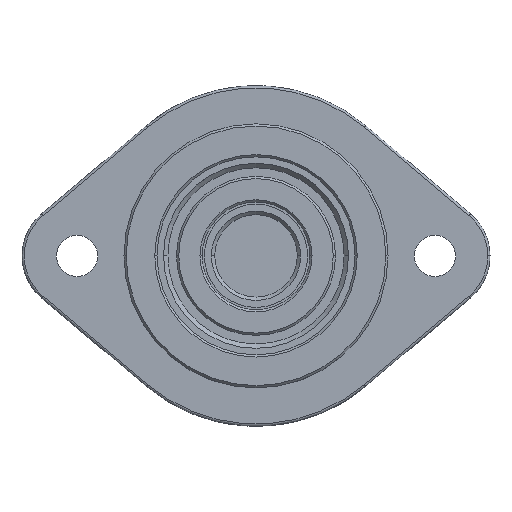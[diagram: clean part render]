
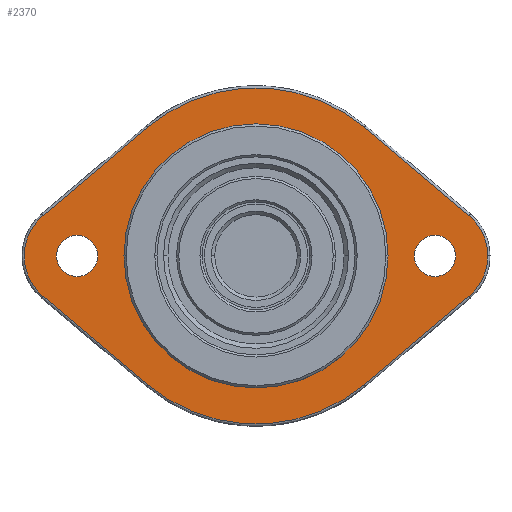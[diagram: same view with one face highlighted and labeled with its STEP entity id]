
A CAD part, top view. The second image highlights one B-rep face of the part: STEP entity #2370.
In plain terms, the highlighted planar face has unit normal (0, 0, 1).
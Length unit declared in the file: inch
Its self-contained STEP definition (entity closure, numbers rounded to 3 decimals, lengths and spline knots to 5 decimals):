
#27 = CARTESIAN_POINT ( 'NONE',  ( 0., 0., -0.03906 ) ) ;
#41 = ORIENTED_EDGE ( 'NONE', *, *, #1679, .T. ) ;
#46 = EDGE_CURVE ( 'NONE', #95, #1598, #1991, .T. ) ;
#48 = CARTESIAN_POINT ( 'NONE',  ( 0.8125, 0., -0.03906 ) ) ;
#61 = FACE_BOUND ( 'NONE', #1134, .T. ) ;
#71 = VECTOR ( 'NONE', #1471, 39.37008 ) ;
#95 = VERTEX_POINT ( 'NONE', #1548 ) ;
#123 = CARTESIAN_POINT ( 'NONE',  ( -0.59941, 0., -0.03906 ) ) ;
#134 = FACE_BOUND ( 'NONE', #2511, .T. ) ;
#144 = CIRCLE ( 'NONE', #1203, 0.24 ) ;
#164 = EDGE_CURVE ( 'NONE', #1387, #2584, #1304, .T. ) ;
#223 = EDGE_CURVE ( 'NONE', #853, #440, #960, .T. ) ;
#286 = ORIENTED_EDGE ( 'NONE', *, *, #466, .T. ) ;
#293 = AXIS2_PLACEMENT_3D ( 'NONE', #1391, #1753, #1798 ) ;
#301 = VECTOR ( 'NONE', #1456, 39.37008 ) ;
#317 = DIRECTION ( 'NONE',  ( 0., 0., 1. ) ) ;
#346 = CARTESIAN_POINT ( 'NONE',  ( 0.49183, -0.5839, -0.03906 ) ) ;
#376 = DIRECTION ( 'NONE',  ( 1., 0., 0. ) ) ;
#386 = EDGE_CURVE ( 'NONE', #2345, #1448, #756, .T. ) ;
#440 = VERTEX_POINT ( 'NONE', #2307 ) ;
#448 = VERTEX_POINT ( 'NONE', #2082 ) ;
#458 = ORIENTED_EDGE ( 'NONE', *, *, #1483, .F. ) ;
#462 = VERTEX_POINT ( 'NONE', #2488 ) ;
#466 = EDGE_CURVE ( 'NONE', #2584, #2579, #144, .T. ) ;
#469 = VERTEX_POINT ( 'NONE', #1882 ) ;
#484 = EDGE_LOOP ( 'NONE', ( #286, #2566, #2499, #1808, #943, #41, #2604, #2139, #1015 ) ) ;
#518 = DIRECTION ( 'NONE',  ( 1., 0., 0. ) ) ;
#531 = DIRECTION ( 'NONE',  ( 0., 0., 1. ) ) ;
#535 = CARTESIAN_POINT ( 'NONE',  ( 0.8125, 0., -0.03906 ) ) ;
#573 = CARTESIAN_POINT ( 'NONE',  ( -0.8125, 0., -0.03906 ) ) ;
#594 = EDGE_LOOP ( 'NONE', ( #458, #1927 ) ) ;
#634 = LINE ( 'NONE', #1263, #71 ) ;
#661 = CIRCLE ( 'NONE', #942, 0.59941 ) ;
#671 = EDGE_CURVE ( 'NONE', #440, #469, #634, .T. ) ;
#709 = DIRECTION ( 'NONE',  ( 1., 0., 0. ) ) ;
#727 = DIRECTION ( 'NONE',  ( 0., 0., 1. ) ) ;
#731 = DIRECTION ( 'NONE',  ( 1., 0., 0. ) ) ;
#756 = CIRCLE ( 'NONE', #896, 0.59941 ) ;
#799 = CARTESIAN_POINT ( 'NONE',  ( 1.0525, 0., -0.03906 ) ) ;
#817 = DIRECTION ( 'NONE',  ( -0.765, 0.644, 0. ) ) ;
#846 = DIRECTION ( 'NONE',  ( 0., 0., 1. ) ) ;
#853 = VERTEX_POINT ( 'NONE', #1138 ) ;
#854 = EDGE_CURVE ( 'NONE', #1291, #462, #2628, .T. ) ;
#885 = DIRECTION ( 'NONE',  ( 0., 0., 1. ) ) ;
#896 = AXIS2_PLACEMENT_3D ( 'NONE', #27, #846, #1241 ) ;
#901 = CARTESIAN_POINT ( 'NONE',  ( 0.96712, 0.18356, -0.03906 ) ) ;
#910 = EDGE_CURVE ( 'NONE', #448, #1387, #2557, .T. ) ;
#942 = AXIS2_PLACEMENT_3D ( 'NONE', #1589, #2610, #376 ) ;
#943 = ORIENTED_EDGE ( 'NONE', *, *, #671, .T. ) ;
#960 = CIRCLE ( 'NONE', #2513, 0.76344 ) ;
#1015 = ORIENTED_EDGE ( 'NONE', *, *, #164, .T. ) ;
#1050 = AXIS2_PLACEMENT_3D ( 'NONE', #1748, #2201, #2400 ) ;
#1060 = CARTESIAN_POINT ( 'NONE',  ( -0.49183, -0.5839, -0.03906 ) ) ;
#1079 = EDGE_CURVE ( 'NONE', #1163, #853, #1690, .T. ) ;
#1082 = CIRCLE ( 'NONE', #2002, 0.09375 ) ;
#1110 = AXIS2_PLACEMENT_3D ( 'NONE', #1937, #1348, #731 ) ;
#1134 = EDGE_LOOP ( 'NONE', ( #1960, #1454 ) ) ;
#1135 = EDGE_CURVE ( 'NONE', #2328, #448, #1461, .T. ) ;
#1138 = CARTESIAN_POINT ( 'NONE',  ( 0.49183, 0.5839, -0.03906 ) ) ;
#1149 = AXIS2_PLACEMENT_3D ( 'NONE', #2575, #317, #1152 ) ;
#1152 = DIRECTION ( 'NONE',  ( 1., 0., 0. ) ) ;
#1163 = VERTEX_POINT ( 'NONE', #901 ) ;
#1164 = DIRECTION ( 'NONE',  ( 0., 0., 1. ) ) ;
#1170 = FACE_OUTER_BOUND ( 'NONE', #484, .T. ) ;
#1178 = CIRCLE ( 'NONE', #293, 0.24 ) ;
#1203 = AXIS2_PLACEMENT_3D ( 'NONE', #48, #885, #1480 ) ;
#1209 = CIRCLE ( 'NONE', #2401, 0.24 ) ;
#1241 = DIRECTION ( 'NONE',  ( 1., 0., 0. ) ) ;
#1263 = CARTESIAN_POINT ( 'NONE',  ( -0.96712, 0.18356, -0.03906 ) ) ;
#1291 = VERTEX_POINT ( 'NONE', #2512 ) ;
#1304 = LINE ( 'NONE', #1531, #2059 ) ;
#1346 = DIRECTION ( 'NONE',  ( 0., 0., 1. ) ) ;
#1348 = DIRECTION ( 'NONE',  ( 0., 0., 1. ) ) ;
#1358 = CARTESIAN_POINT ( 'NONE',  ( 0.59941, 0., -0.03906 ) ) ;
#1377 = DIRECTION ( 'NONE',  ( 1., 0., 0. ) ) ;
#1387 = VERTEX_POINT ( 'NONE', #346 ) ;
#1391 = CARTESIAN_POINT ( 'NONE',  ( -0.8125, 0., -0.03906 ) ) ;
#1397 = CARTESIAN_POINT ( 'NONE',  ( -0.96712, -0.18356, -0.03906 ) ) ;
#1402 = VECTOR ( 'NONE', #817, 39.37008 ) ;
#1407 = CARTESIAN_POINT ( 'NONE',  ( 0.96712, -0.18356, -0.03906 ) ) ;
#1431 = EDGE_CURVE ( 'NONE', #1598, #95, #1082, .T. ) ;
#1446 = CARTESIAN_POINT ( 'NONE',  ( 0.49183, 0.5839, -0.03906 ) ) ;
#1448 = VERTEX_POINT ( 'NONE', #123 ) ;
#1454 = ORIENTED_EDGE ( 'NONE', *, *, #854, .F. ) ;
#1456 = DIRECTION ( 'NONE',  ( 0.765, -0.644, 0. ) ) ;
#1461 = LINE ( 'NONE', #1060, #301 ) ;
#1471 = DIRECTION ( 'NONE',  ( -0.765, -0.644, 0. ) ) ;
#1480 = DIRECTION ( 'NONE',  ( 1., 0., 0. ) ) ;
#1483 = EDGE_CURVE ( 'NONE', #1448, #2345, #661, .T. ) ;
#1531 = CARTESIAN_POINT ( 'NONE',  ( 0.96712, -0.18356, -0.03906 ) ) ;
#1548 = CARTESIAN_POINT ( 'NONE',  ( 0.71875, 0., -0.03906 ) ) ;
#1589 = CARTESIAN_POINT ( 'NONE',  ( 0., 0., -0.03906 ) ) ;
#1598 = VERTEX_POINT ( 'NONE', #2141 ) ;
#1643 = AXIS2_PLACEMENT_3D ( 'NONE', #573, #1164, #1377 ) ;
#1679 = EDGE_CURVE ( 'NONE', #469, #2328, #1178, .T. ) ;
#1690 = LINE ( 'NONE', #1446, #1402 ) ;
#1739 = CARTESIAN_POINT ( 'NONE',  ( 0., 0., -0.03906 ) ) ;
#1748 = CARTESIAN_POINT ( 'NONE',  ( 0.8125, 0., -0.03906 ) ) ;
#1753 = DIRECTION ( 'NONE',  ( 0., 0., 1. ) ) ;
#1798 = DIRECTION ( 'NONE',  ( 1., 0., 0. ) ) ;
#1808 = ORIENTED_EDGE ( 'NONE', *, *, #223, .T. ) ;
#1882 = CARTESIAN_POINT ( 'NONE',  ( -0.96712, 0.18356, -0.03906 ) ) ;
#1927 = ORIENTED_EDGE ( 'NONE', *, *, #386, .F. ) ;
#1937 = CARTESIAN_POINT ( 'NONE',  ( 0., 0., -0.03906 ) ) ;
#1938 = ORIENTED_EDGE ( 'NONE', *, *, #46, .F. ) ;
#1945 = DIRECTION ( 'NONE',  ( 1., 0., 0. ) ) ;
#1960 = ORIENTED_EDGE ( 'NONE', *, *, #2373, .F. ) ;
#1969 = AXIS2_PLACEMENT_3D ( 'NONE', #2523, #1346, #709 ) ;
#1991 = CIRCLE ( 'NONE', #1969, 0.09375 ) ;
#2002 = AXIS2_PLACEMENT_3D ( 'NONE', #2573, #531, #1945 ) ;
#2059 = VECTOR ( 'NONE', #2561, 39.37008 ) ;
#2075 = EDGE_CURVE ( 'NONE', #2579, #1163, #1209, .T. ) ;
#2082 = CARTESIAN_POINT ( 'NONE',  ( -0.49183, -0.5839, -0.03906 ) ) ;
#2137 = ORIENTED_EDGE ( 'NONE', *, *, #1431, .F. ) ;
#2139 = ORIENTED_EDGE ( 'NONE', *, *, #910, .T. ) ;
#2141 = CARTESIAN_POINT ( 'NONE',  ( 0.90625, 0., -0.03906 ) ) ;
#2161 = DIRECTION ( 'NONE',  ( 0., 0., 1. ) ) ;
#2176 = FACE_BOUND ( 'NONE', #594, .T. ) ;
#2201 = DIRECTION ( 'NONE',  ( 0., 0., 1. ) ) ;
#2307 = CARTESIAN_POINT ( 'NONE',  ( -0.49183, 0.5839, -0.03906 ) ) ;
#2328 = VERTEX_POINT ( 'NONE', #1397 ) ;
#2345 = VERTEX_POINT ( 'NONE', #1358 ) ;
#2370 = ADVANCED_FACE ( 'NONE', ( #1170, #134, #61, #2176 ), #2574, .T. ) ;
#2373 = EDGE_CURVE ( 'NONE', #462, #1291, #2490, .T. ) ;
#2400 = DIRECTION ( 'NONE',  ( 1., 0., 0. ) ) ;
#2401 = AXIS2_PLACEMENT_3D ( 'NONE', #535, #727, #2546 ) ;
#2488 = CARTESIAN_POINT ( 'NONE',  ( -0.90625, 0., -0.03906 ) ) ;
#2490 = CIRCLE ( 'NONE', #1643, 0.09375 ) ;
#2499 = ORIENTED_EDGE ( 'NONE', *, *, #1079, .T. ) ;
#2511 = EDGE_LOOP ( 'NONE', ( #1938, #2137 ) ) ;
#2512 = CARTESIAN_POINT ( 'NONE',  ( -0.71875, 0., -0.03906 ) ) ;
#2513 = AXIS2_PLACEMENT_3D ( 'NONE', #1739, #2161, #518 ) ;
#2523 = CARTESIAN_POINT ( 'NONE',  ( 0.8125, 0., -0.03906 ) ) ;
#2546 = DIRECTION ( 'NONE',  ( 1., 0., 0. ) ) ;
#2557 = CIRCLE ( 'NONE', #1110, 0.76344 ) ;
#2561 = DIRECTION ( 'NONE',  ( 0.765, 0.644, 0. ) ) ;
#2566 = ORIENTED_EDGE ( 'NONE', *, *, #2075, .T. ) ;
#2573 = CARTESIAN_POINT ( 'NONE',  ( 0.8125, 0., -0.03906 ) ) ;
#2574 = PLANE ( 'NONE',  #1050 ) ;
#2575 = CARTESIAN_POINT ( 'NONE',  ( -0.8125, 0., -0.03906 ) ) ;
#2579 = VERTEX_POINT ( 'NONE', #799 ) ;
#2584 = VERTEX_POINT ( 'NONE', #1407 ) ;
#2604 = ORIENTED_EDGE ( 'NONE', *, *, #1135, .T. ) ;
#2610 = DIRECTION ( 'NONE',  ( 0., 0., 1. ) ) ;
#2628 = CIRCLE ( 'NONE', #1149, 0.09375 ) ;
